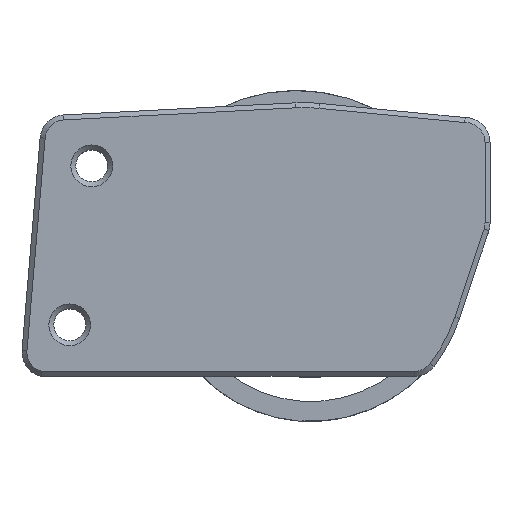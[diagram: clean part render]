
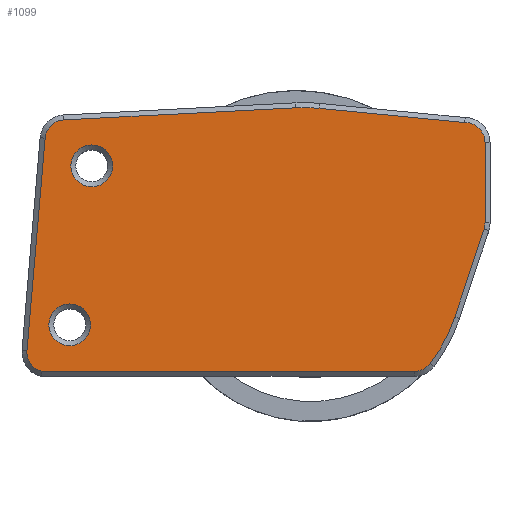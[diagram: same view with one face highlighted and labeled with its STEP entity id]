
A CAD part, top view. The second image highlights one B-rep face of the part: STEP entity #1099.
In plain terms, the highlighted planar face has unit normal (0, 0, 1).
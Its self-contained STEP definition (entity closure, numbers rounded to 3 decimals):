
#25=FACE_BOUND('',#220,.T.);
#26=FACE_BOUND('',#221,.T.);
#56=CIRCLE('',#1164,16.);
#59=CIRCLE('',#1169,2.);
#60=CIRCLE('',#1172,2.);
#63=CIRCLE('',#1176,2.);
#64=CIRCLE('',#1178,16.);
#67=CIRCLE('',#1183,2.);
#68=CIRCLE('',#1186,2.);
#73=CIRCLE('',#1199,2.1);
#74=CIRCLE('',#1200,2.1);
#153=FACE_OUTER_BOUND('',#219,.T.);
#219=EDGE_LOOP('',(#807,#808,#809,#810,#811,#812,#813,#814,#815,#816,#817,
#818,#819));
#220=EDGE_LOOP('',(#820));
#221=EDGE_LOOP('',(#821));
#289=LINE('',#1643,#377);
#292=LINE('',#1655,#380);
#295=LINE('',#1670,#383);
#299=LINE('',#1682,#387);
#304=LINE('',#1703,#392);
#308=LINE('',#1715,#396);
#377=VECTOR('',#1296,10.);
#380=VECTOR('',#1301,10.);
#383=VECTOR('',#1312,10.);
#387=VECTOR('',#1324,10.);
#392=VECTOR('',#1349,10.);
#396=VECTOR('',#1361,10.);
#465=VERTEX_POINT('',#1640);
#466=VERTEX_POINT('',#1642);
#469=VERTEX_POINT('',#1652);
#470=VERTEX_POINT('',#1654);
#472=VERTEX_POINT('',#1662);
#474=VERTEX_POINT('',#1668);
#476=VERTEX_POINT('',#1675);
#478=VERTEX_POINT('',#1680);
#480=VERTEX_POINT('',#1690);
#482=VERTEX_POINT('',#1695);
#484=VERTEX_POINT('',#1701);
#486=VERTEX_POINT('',#1708);
#488=VERTEX_POINT('',#1713);
#497=VERTEX_POINT('',#1751);
#498=VERTEX_POINT('',#1753);
#567=EDGE_CURVE('',#465,#466,#289,.T.);
#571=EDGE_CURVE('',#469,#470,#292,.T.);
#574=EDGE_CURVE('',#472,#469,#56,.T.);
#577=EDGE_CURVE('',#474,#472,#295,.T.);
#581=EDGE_CURVE('',#476,#474,#59,.T.);
#583=EDGE_CURVE('',#478,#476,#299,.T.);
#585=EDGE_CURVE('',#466,#478,#60,.T.);
#589=EDGE_CURVE('',#480,#465,#63,.T.);
#591=EDGE_CURVE('',#482,#480,#64,.T.);
#594=EDGE_CURVE('',#484,#482,#304,.T.);
#598=EDGE_CURVE('',#486,#484,#67,.T.);
#600=EDGE_CURVE('',#488,#486,#308,.T.);
#602=EDGE_CURVE('',#470,#488,#68,.T.);
#619=EDGE_CURVE('',#497,#497,#73,.T.);
#620=EDGE_CURVE('',#498,#498,#74,.T.);
#807=ORIENTED_EDGE('',*,*,#571,.F.);
#808=ORIENTED_EDGE('',*,*,#574,.F.);
#809=ORIENTED_EDGE('',*,*,#577,.F.);
#810=ORIENTED_EDGE('',*,*,#581,.F.);
#811=ORIENTED_EDGE('',*,*,#583,.F.);
#812=ORIENTED_EDGE('',*,*,#585,.F.);
#813=ORIENTED_EDGE('',*,*,#567,.F.);
#814=ORIENTED_EDGE('',*,*,#589,.F.);
#815=ORIENTED_EDGE('',*,*,#591,.F.);
#816=ORIENTED_EDGE('',*,*,#594,.F.);
#817=ORIENTED_EDGE('',*,*,#598,.F.);
#818=ORIENTED_EDGE('',*,*,#600,.F.);
#819=ORIENTED_EDGE('',*,*,#602,.F.);
#820=ORIENTED_EDGE('',*,*,#619,.F.);
#821=ORIENTED_EDGE('',*,*,#620,.F.);
#1061=PLANE('',#1198);
#1099=ADVANCED_FACE('',(#153,#25,#26),#1061,.T.);
#1164=AXIS2_PLACEMENT_3D('',#1664,#1305,#1306);
#1169=AXIS2_PLACEMENT_3D('',#1677,#1319,#1320);
#1172=AXIS2_PLACEMENT_3D('',#1685,#1328,#1329);
#1176=AXIS2_PLACEMENT_3D('',#1692,#1337,#1338);
#1178=AXIS2_PLACEMENT_3D('',#1697,#1342,#1343);
#1183=AXIS2_PLACEMENT_3D('',#1710,#1356,#1357);
#1186=AXIS2_PLACEMENT_3D('',#1718,#1365,#1366);
#1198=AXIS2_PLACEMENT_3D('',#1750,#1401,#1402);
#1199=AXIS2_PLACEMENT_3D('',#1752,#1403,#1404);
#1200=AXIS2_PLACEMENT_3D('',#1754,#1405,#1406);
#1296=DIRECTION('',(-1.,0.,0.));
#1301=DIRECTION('',(0.995,-0.097,0.));
#1305=DIRECTION('center_axis',(0.,0.,-1.));
#1306=DIRECTION('ref_axis',(1.,0.,0.));
#1312=DIRECTION('',(0.999,0.052,0.));
#1319=DIRECTION('center_axis',(0.,0.,-1.));
#1320=DIRECTION('ref_axis',(-0.695,0.719,0.));
#1324=DIRECTION('',(0.085,0.996,0.));
#1328=DIRECTION('center_axis',(0.,0.,-1.));
#1329=DIRECTION('ref_axis',(-0.216,-0.976,0.));
#1337=DIRECTION('center_axis',(0.,0.,-1.));
#1338=DIRECTION('ref_axis',(0.443,-0.896,0.));
#1342=DIRECTION('center_axis',(0.,0.,-1.));
#1343=DIRECTION('ref_axis',(1.,0.,0.));
#1349=DIRECTION('',(-0.316,-0.949,0.));
#1356=DIRECTION('center_axis',(0.,0.,-1.));
#1357=DIRECTION('ref_axis',(0.987,-0.16,0.));
#1361=DIRECTION('',(0.,-1.,0.));
#1365=DIRECTION('center_axis',(0.,0.,-1.));
#1366=DIRECTION('ref_axis',(0.707,0.707,0.));
#1401=DIRECTION('center_axis',(0.,0.,1.));
#1402=DIRECTION('ref_axis',(1.,0.,0.));
#1403=DIRECTION('center_axis',(0.,0.,1.));
#1404=DIRECTION('ref_axis',(1.,0.,0.));
#1405=DIRECTION('center_axis',(0.,0.,1.));
#1406=DIRECTION('ref_axis',(1.,0.,0.));
#1640=CARTESIAN_POINT('',(11.085,-10.217,2.5));
#1642=CARTESIAN_POINT('',(-26.304,-10.217,2.5));
#1643=CARTESIAN_POINT('',(-15.641,-10.217,2.5));
#1652=CARTESIAN_POINT('',(1.51,16.208,2.5));
#1654=CARTESIAN_POINT('',(16.16,14.783,2.5));
#1655=CARTESIAN_POINT('',(6.272,15.745,2.5));
#1662=CARTESIAN_POINT('',(-0.877,16.261,2.5));
#1664=CARTESIAN_POINT('Origin',(-0.04,0.283,2.5));
#1668=CARTESIAN_POINT('',(-24.107,15.044,2.5));
#1670=CARTESIAN_POINT('',(-3.239,16.138,2.5));
#1675=CARTESIAN_POINT('',(-25.995,13.217,2.5));
#1677=CARTESIAN_POINT('Origin',(-24.002,13.047,2.5));
#1680=CARTESIAN_POINT('',(-27.815,-8.105,2.5));
#1682=CARTESIAN_POINT('',(-26.258,10.14,2.5));
#1685=CARTESIAN_POINT('Origin',(-25.822,-8.275,2.5));
#1690=CARTESIAN_POINT('',(12.674,-9.431,2.5));
#1692=CARTESIAN_POINT('Origin',(11.085,-8.217,2.5));
#1695=CARTESIAN_POINT('',(15.143,-4.765,2.5));
#1697=CARTESIAN_POINT('Origin',(-0.04,0.283,2.5));
#1701=CARTESIAN_POINT('',(18.081,4.07,2.5));
#1703=CARTESIAN_POINT('',(15.312,-4.257,2.5));
#1708=CARTESIAN_POINT('',(18.183,4.701,2.5));
#1710=CARTESIAN_POINT('Origin',(16.183,4.701,2.5));
#1713=CARTESIAN_POINT('',(18.183,12.783,2.5));
#1715=CARTESIAN_POINT('',(18.183,3.665,2.5));
#1718=CARTESIAN_POINT('Origin',(16.183,12.783,2.5));
#1750=CARTESIAN_POINT('Origin',(-4.921,3.033,2.5));
#1751=CARTESIAN_POINT('',(-25.624,-5.532,2.5));
#1752=CARTESIAN_POINT('Origin',(-23.524,-5.532,2.5));
#1753=CARTESIAN_POINT('',(-23.408,10.429,2.5));
#1754=CARTESIAN_POINT('Origin',(-21.308,10.429,2.5));
